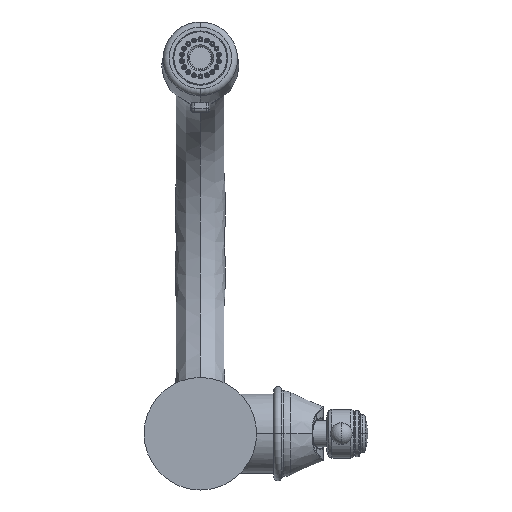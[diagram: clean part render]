
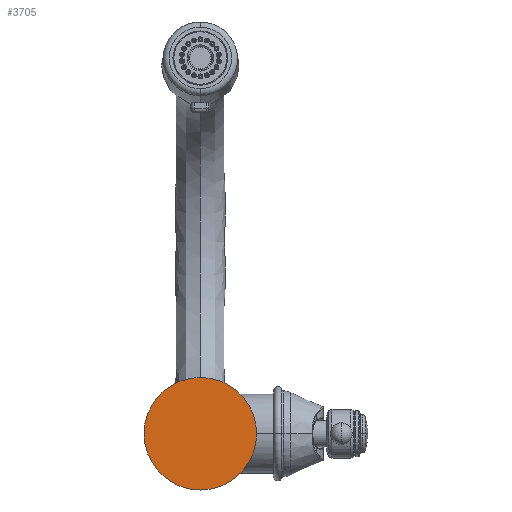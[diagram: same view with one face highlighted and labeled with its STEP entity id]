
A CAD part, front view. The second image highlights one B-rep face of the part: STEP entity #3705.
In plain terms, the highlighted planar face has unit normal (0, -1, 0).
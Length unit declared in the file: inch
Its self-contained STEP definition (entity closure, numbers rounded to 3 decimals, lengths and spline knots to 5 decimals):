
#1037=CARTESIAN_POINT('',(0.,0.,0.));
#1038=DIRECTION('',(0.,1.,0.));
#1039=DIRECTION('',(1.,0.,0.));
#1040=AXIS2_PLACEMENT_3D('',#1037,#1038,#1039);
#1047=CARTESIAN_POINT('',(0.,0.,0.));
#1048=DIRECTION('',(0.,-1.,0.));
#1049=DIRECTION('',(1.,0.,0.));
#1050=AXIS2_PLACEMENT_3D('',#1047,#1048,#1049);
#1840=CARTESIAN_POINT('',(1.2775,0.,0.));
#1841=CARTESIAN_POINT('',(-1.2775,0.,0.));
#1842=VERTEX_POINT('',#1840);
#1843=VERTEX_POINT('',#1841);
#3695=CARTESIAN_POINT('',(0.,0.,0.));
#3696=DIRECTION('',(0.,1.,0.));
#3697=DIRECTION('',(-1.,0.,0.));
#3698=AXIS2_PLACEMENT_3D('',#3695,#3696,#3697);
#3699=PLANE('',#3698);
#3701=ORIENTED_EDGE('',*,*,#3700,.F.);
#3702=ORIENTED_EDGE('',*,*,#3685,.T.);
#3703=EDGE_LOOP('',(#3701,#3702));
#3704=FACE_OUTER_BOUND('',#3703,.F.);
#3705=ADVANCED_FACE('',(#3704),#3699,.F.);
#1041=CIRCLE('',#1040,1.2775);
#1051=CIRCLE('',#1050,1.2775);
#3685=EDGE_CURVE('',#1842,#1843,#1041,.T.);
#3700=EDGE_CURVE('',#1842,#1843,#1051,.T.);
